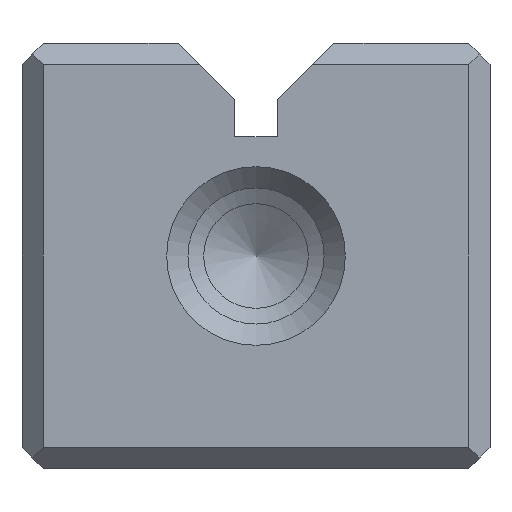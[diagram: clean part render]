
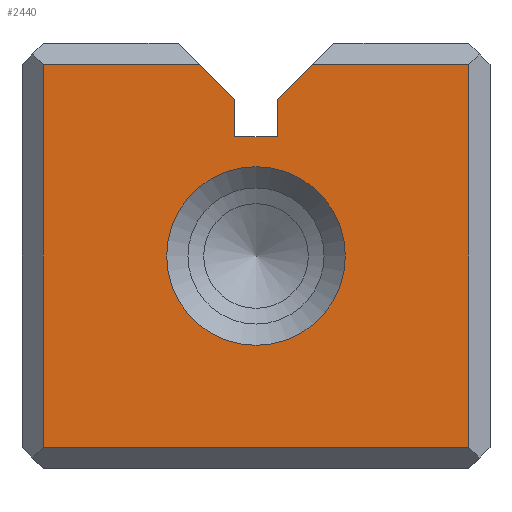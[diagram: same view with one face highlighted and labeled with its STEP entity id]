
A CAD part, front view. The second image highlights one B-rep face of the part: STEP entity #2440.
In plain terms, the highlighted planar face has unit normal (0, -1, 0).
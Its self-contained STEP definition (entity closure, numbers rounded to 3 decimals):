
#2440=ADVANCED_FACE('',(#3101,#3102),#2793,.T.);
#2793=PLANE('',#8415);
#3029=CIRCLE('',#8414,2.1);
#3101=FACE_BOUND('',#3239,.T.);
#3102=FACE_BOUND('',#3240,.T.);
#3239=EDGE_LOOP('',(#4067,#4068,#4069,#4070,#4071,#4072,#4073,#4074,#4075,
#4076));
#3240=EDGE_LOOP('',(#4077));
#4067=ORIENTED_EDGE('',*,*,#6444,.T.);
#4068=ORIENTED_EDGE('',*,*,#6445,.F.);
#4069=ORIENTED_EDGE('',*,*,#6446,.F.);
#4070=ORIENTED_EDGE('',*,*,#6447,.F.);
#4071=ORIENTED_EDGE('',*,*,#6448,.T.);
#4072=ORIENTED_EDGE('',*,*,#6449,.T.);
#4073=ORIENTED_EDGE('',*,*,#6450,.T.);
#4074=ORIENTED_EDGE('',*,*,#6451,.T.);
#4075=ORIENTED_EDGE('',*,*,#6452,.T.);
#4076=ORIENTED_EDGE('',*,*,#6453,.F.);
#4077=ORIENTED_EDGE('',*,*,#6454,.T.);
#5837=VERTEX_POINT('',#10723);
#5838=VERTEX_POINT('',#10724);
#5839=VERTEX_POINT('',#10726);
#5840=VERTEX_POINT('',#10728);
#5841=VERTEX_POINT('',#10730);
#5842=VERTEX_POINT('',#10732);
#5843=VERTEX_POINT('',#10734);
#5844=VERTEX_POINT('',#10736);
#5845=VERTEX_POINT('',#10738);
#5846=VERTEX_POINT('',#10740);
#5847=VERTEX_POINT('',#10743);
#6444=EDGE_CURVE('',#5837,#5838,#7246,.T.);
#6445=EDGE_CURVE('',#5839,#5838,#7247,.T.);
#6446=EDGE_CURVE('',#5840,#5839,#7248,.T.);
#6447=EDGE_CURVE('',#5841,#5840,#7249,.T.);
#6448=EDGE_CURVE('',#5841,#5842,#7250,.T.);
#6449=EDGE_CURVE('',#5842,#5843,#7251,.T.);
#6450=EDGE_CURVE('',#5843,#5844,#7252,.T.);
#6451=EDGE_CURVE('',#5844,#5845,#7253,.T.);
#6452=EDGE_CURVE('',#5845,#5846,#7254,.T.);
#6453=EDGE_CURVE('',#5837,#5846,#7255,.T.);
#6454=EDGE_CURVE('',#5847,#5847,#3029,.T.);
#7246=LINE('',#10722,#7906);
#7247=LINE('',#10725,#7907);
#7248=LINE('',#10727,#7908);
#7249=LINE('',#10729,#7909);
#7250=LINE('',#10731,#7910);
#7251=LINE('',#10733,#7911);
#7252=LINE('',#10735,#7912);
#7253=LINE('',#10737,#7913);
#7254=LINE('',#10739,#7914);
#7255=LINE('',#10741,#7915);
#7906=VECTOR('',#8897,1.);
#7907=VECTOR('',#8898,1.);
#7908=VECTOR('',#8899,1.);
#7909=VECTOR('',#8900,1.);
#7910=VECTOR('',#8901,1.);
#7911=VECTOR('',#8902,1.);
#7912=VECTOR('',#8903,1.);
#7913=VECTOR('',#8904,1.);
#7914=VECTOR('',#8905,1.);
#7915=VECTOR('',#8906,1.);
#8414=AXIS2_PLACEMENT_3D('',#10742,#8907,#8908);
#8415=AXIS2_PLACEMENT_3D('',#10744,#8909,#8910);
#8897=DIRECTION('',(0.,0.,-1.));
#8898=DIRECTION('',(1.,0.,0.));
#8899=DIRECTION('',(0.,0.,-1.));
#8900=DIRECTION('',(0.707,0.,-0.707));
#8901=DIRECTION('',(-1.,0.,0.));
#8902=DIRECTION('',(0.,0.,-1.));
#8903=DIRECTION('',(1.,0.,0.));
#8904=DIRECTION('',(0.,0.,1.));
#8905=DIRECTION('',(-1.,0.,0.));
#8906=DIRECTION('',(0.707,0.,0.707));
#8907=DIRECTION('',(0.,1.,0.));
#8908=DIRECTION('',(0.,0.,1.));
#8909=DIRECTION('',(0.,-1.,0.));
#8910=DIRECTION('',(0.,0.,1.));
#10722=CARTESIAN_POINT('',(6.,0.,7.8));
#10723=CARTESIAN_POINT('',(6.,0.,8.672));
#10724=CARTESIAN_POINT('',(6.,0.,7.8));
#10725=CARTESIAN_POINT('',(5.,0.,7.8));
#10726=CARTESIAN_POINT('',(5.,0.,7.8));
#10727=CARTESIAN_POINT('',(5.,0.,7.8));
#10728=CARTESIAN_POINT('',(5.,0.,8.672));
#10729=CARTESIAN_POINT('',(3.672,0.,10.));
#10730=CARTESIAN_POINT('',(4.172,0.,9.5));
#10731=CARTESIAN_POINT('',(5.5,0.,9.5));
#10732=CARTESIAN_POINT('',(0.5,0.,9.5));
#10733=CARTESIAN_POINT('',(0.5,0.,0.));
#10734=CARTESIAN_POINT('',(0.5,0.,0.5));
#10735=CARTESIAN_POINT('',(5.5,0.,0.5));
#10736=CARTESIAN_POINT('',(10.5,0.,0.5));
#10737=CARTESIAN_POINT('',(10.5,0.,0.));
#10738=CARTESIAN_POINT('',(10.5,0.,9.5));
#10739=CARTESIAN_POINT('',(5.5,0.,9.5));
#10740=CARTESIAN_POINT('',(6.828,0.,9.5));
#10741=CARTESIAN_POINT('',(5.5,0.,8.172));
#10742=CARTESIAN_POINT('',(5.5,0.,5.));
#10743=CARTESIAN_POINT('',(5.5,0.,7.1));
#10744=CARTESIAN_POINT('',(5.5,0.,0.));
